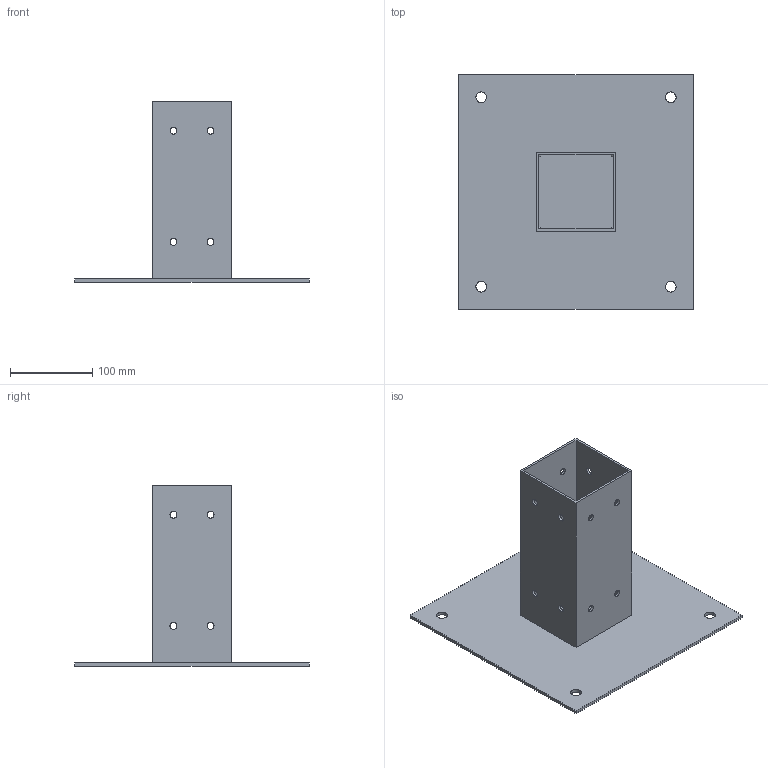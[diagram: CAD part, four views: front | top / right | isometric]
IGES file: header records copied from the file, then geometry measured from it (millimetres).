
Global section: file name: 539090; native system: Autodesk Inventor 2018; preprocessor: unknown; author: Frančeová,9; organization: HAlutec KK; date: 20200220.122740; units: millimetre
Bounding box: 285 x 285 x 219 mm (x, y, z)
Volume: 560066.4 mm3; surface area: 326024.4 mm2
Topology: 1 solids, 1 shells, 40 faces, 116 edges, 76 vertices
Faces by surface type: bspline 40
